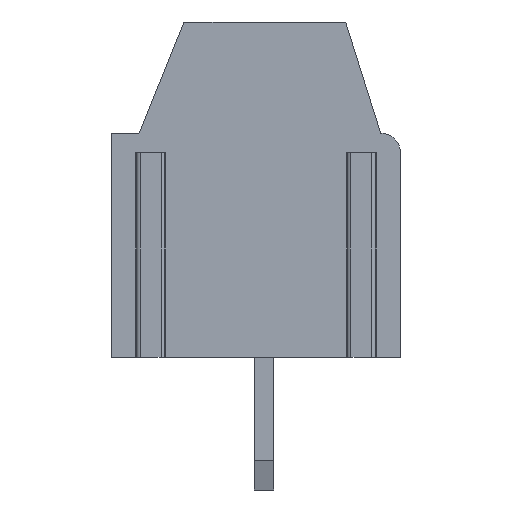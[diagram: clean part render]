
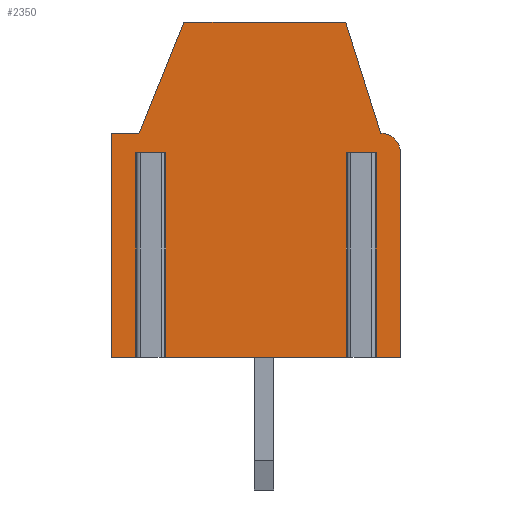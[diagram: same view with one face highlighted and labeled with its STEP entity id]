
A CAD part, front view. The second image highlights one B-rep face of the part: STEP entity #2350.
In plain terms, the highlighted planar face has unit normal (0, -1, 0).
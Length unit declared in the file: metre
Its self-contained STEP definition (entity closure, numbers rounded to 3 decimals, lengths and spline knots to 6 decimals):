
#56=PLANE('',#2534);
#188=LINE('',#3539,#450);
#192=LINE('',#3555,#454);
#204=LINE('',#3595,#466);
#218=LINE('',#3627,#480);
#219=LINE('',#3629,#481);
#220=LINE('',#3631,#482);
#221=LINE('',#3632,#483);
#222=LINE('',#3636,#484);
#223=LINE('',#3638,#485);
#224=LINE('',#3640,#486);
#225=LINE('',#3642,#487);
#226=LINE('',#3644,#488);
#227=LINE('',#3645,#489);
#228=LINE('',#3647,#490);
#229=LINE('',#3649,#491);
#450=VECTOR('',#2834,1.);
#454=VECTOR('',#2846,1.);
#466=VECTOR('',#2874,1.);
#480=VECTOR('',#2898,1.);
#481=VECTOR('',#2899,1.);
#482=VECTOR('',#2900,1.);
#483=VECTOR('',#2901,1.);
#484=VECTOR('',#2904,1.);
#485=VECTOR('',#2905,1.);
#486=VECTOR('',#2906,1.);
#487=VECTOR('',#2907,1.);
#488=VECTOR('',#2908,1.);
#489=VECTOR('',#2909,1.);
#490=VECTOR('',#2910,1.);
#491=VECTOR('',#2911,1.);
#826=ORIENTED_EDGE('',*,*,#1399,.F.);
#827=ORIENTED_EDGE('',*,*,#1444,.T.);
#828=ORIENTED_EDGE('',*,*,#1445,.F.);
#829=ORIENTED_EDGE('',*,*,#1446,.T.);
#830=ORIENTED_EDGE('',*,*,#1427,.F.);
#831=ORIENTED_EDGE('',*,*,#1447,.T.);
#832=ORIENTED_EDGE('',*,*,#1448,.F.);
#833=ORIENTED_EDGE('',*,*,#1449,.F.);
#834=ORIENTED_EDGE('',*,*,#1450,.F.);
#835=ORIENTED_EDGE('',*,*,#1451,.F.);
#836=ORIENTED_EDGE('',*,*,#1452,.F.);
#837=ORIENTED_EDGE('',*,*,#1453,.F.);
#838=ORIENTED_EDGE('',*,*,#1407,.F.);
#839=ORIENTED_EDGE('',*,*,#1454,.T.);
#840=ORIENTED_EDGE('',*,*,#1455,.F.);
#841=ORIENTED_EDGE('',*,*,#1456,.T.);
#1399=EDGE_CURVE('',#1720,#1721,#188,.T.);
#1407=EDGE_CURVE('',#1728,#1729,#192,.T.);
#1427=EDGE_CURVE('',#1748,#1749,#204,.T.);
#1444=EDGE_CURVE('',#1720,#1762,#218,.F.);
#1445=EDGE_CURVE('',#1763,#1762,#219,.T.);
#1446=EDGE_CURVE('',#1763,#1749,#220,.T.);
#1447=EDGE_CURVE('',#1748,#1764,#221,.T.);
#1448=EDGE_CURVE('',#1765,#1764,#1916,.T.);
#1449=EDGE_CURVE('',#1766,#1765,#222,.T.);
#1450=EDGE_CURVE('',#1767,#1766,#223,.T.);
#1451=EDGE_CURVE('',#1768,#1767,#224,.T.);
#1452=EDGE_CURVE('',#1769,#1768,#225,.T.);
#1453=EDGE_CURVE('',#1729,#1769,#226,.T.);
#1454=EDGE_CURVE('',#1728,#1770,#227,.F.);
#1455=EDGE_CURVE('',#1771,#1770,#228,.T.);
#1456=EDGE_CURVE('',#1771,#1721,#229,.T.);
#1720=VERTEX_POINT('',#3538);
#1721=VERTEX_POINT('',#3540);
#1728=VERTEX_POINT('',#3554);
#1729=VERTEX_POINT('',#3556);
#1748=VERTEX_POINT('',#3594);
#1749=VERTEX_POINT('',#3596);
#1762=VERTEX_POINT('',#3628);
#1763=VERTEX_POINT('',#3630);
#1764=VERTEX_POINT('',#3633);
#1765=VERTEX_POINT('',#3635);
#1766=VERTEX_POINT('',#3637);
#1767=VERTEX_POINT('',#3639);
#1768=VERTEX_POINT('',#3641);
#1769=VERTEX_POINT('',#3643);
#1770=VERTEX_POINT('',#3646);
#1771=VERTEX_POINT('',#3648);
#1916=CIRCLE('',#2535,0.0005);
#2006=EDGE_LOOP('',(#826,#827,#828,#829,#830,#831,#832,#833,#834,#835,#836,
#837,#838,#839,#840,#841));
#2164=FACE_BOUND('',#2006,.T.);
#2350=ADVANCED_FACE('',(#2164),#56,.F.);
#2534=AXIS2_PLACEMENT_3D('',#3626,#2896,#2897);
#2535=AXIS2_PLACEMENT_3D('',#3634,#2902,#2903);
#2834=DIRECTION('',(-1.,0.,0.));
#2846=DIRECTION('',(-1.,0.,0.));
#2874=DIRECTION('',(-1.,0.,0.));
#2896=DIRECTION('',(0.,1.,0.));
#2897=DIRECTION('',(-1.,0.,0.));
#2898=DIRECTION('',(0.,0.,-1.));
#2899=DIRECTION('',(-1.,0.,0.));
#2900=DIRECTION('',(0.,0.,-1.));
#2901=DIRECTION('',(0.,0.,1.));
#2902=DIRECTION('',(0.,1.,0.));
#2903=DIRECTION('',(0.,0.,1.));
#2904=DIRECTION('',(0.301,0.,-0.954));
#2905=DIRECTION('',(1.,0.,0.));
#2906=DIRECTION('',(0.374,0.,0.927));
#2907=DIRECTION('',(1.,0.,0.));
#2908=DIRECTION('',(0.,0.,1.));
#2909=DIRECTION('',(0.,0.,-1.));
#2910=DIRECTION('',(-1.,0.,0.));
#2911=DIRECTION('',(0.,0.,-1.));
#3538=CARTESIAN_POINT('',(0.002317,0.01905,0.));
#3539=CARTESIAN_POINT('',(0.,0.01905,0.));
#3540=CARTESIAN_POINT('',(-0.002317,0.01905,0.));
#3554=CARTESIAN_POINT('',(-0.003083,0.01905,0.));
#3555=CARTESIAN_POINT('',(0.,0.01905,0.));
#3556=CARTESIAN_POINT('',(-0.0037,0.01905,0.));
#3594=CARTESIAN_POINT('',(0.0037,0.01905,0.));
#3595=CARTESIAN_POINT('',(0.,0.01905,0.));
#3596=CARTESIAN_POINT('',(0.003083,0.01905,0.));
#3626=CARTESIAN_POINT('',(0.,0.01905,0.0043));
#3627=CARTESIAN_POINT('',(0.002317,0.01905,0.0043));
#3628=CARTESIAN_POINT('',(0.002317,0.01905,0.00525));
#3629=CARTESIAN_POINT('',(0.,0.01905,0.00525));
#3630=CARTESIAN_POINT('',(0.003083,0.01905,0.00525));
#3631=CARTESIAN_POINT('',(0.003083,0.01905,0.0043));
#3632=CARTESIAN_POINT('',(0.0037,0.01905,0.002625));
#3633=CARTESIAN_POINT('',(0.0037,0.01905,0.00525));
#3634=CARTESIAN_POINT('',(0.0032,0.01905,0.00525));
#3635=CARTESIAN_POINT('',(0.0032,0.01905,0.00575));
#3636=CARTESIAN_POINT('',(0.00275,0.01905,0.007175));
#3637=CARTESIAN_POINT('',(0.0023,0.01905,0.0086));
#3638=CARTESIAN_POINT('',(0.000225,0.01905,0.0086));
#3639=CARTESIAN_POINT('',(-0.00185,0.01905,0.0086));
#3640=CARTESIAN_POINT('',(-0.002425,0.01905,0.007175));
#3641=CARTESIAN_POINT('',(-0.003,0.01905,0.00575));
#3642=CARTESIAN_POINT('',(-0.00335,0.01905,0.00575));
#3643=CARTESIAN_POINT('',(-0.0037,0.01905,0.00575));
#3644=CARTESIAN_POINT('',(-0.0037,0.01905,0.002875));
#3645=CARTESIAN_POINT('',(-0.003083,0.01905,0.0043));
#3646=CARTESIAN_POINT('',(-0.003083,0.01905,0.00525));
#3647=CARTESIAN_POINT('',(0.,0.01905,0.00525));
#3648=CARTESIAN_POINT('',(-0.002317,0.01905,0.00525));
#3649=CARTESIAN_POINT('',(-0.002317,0.01905,0.0043));
